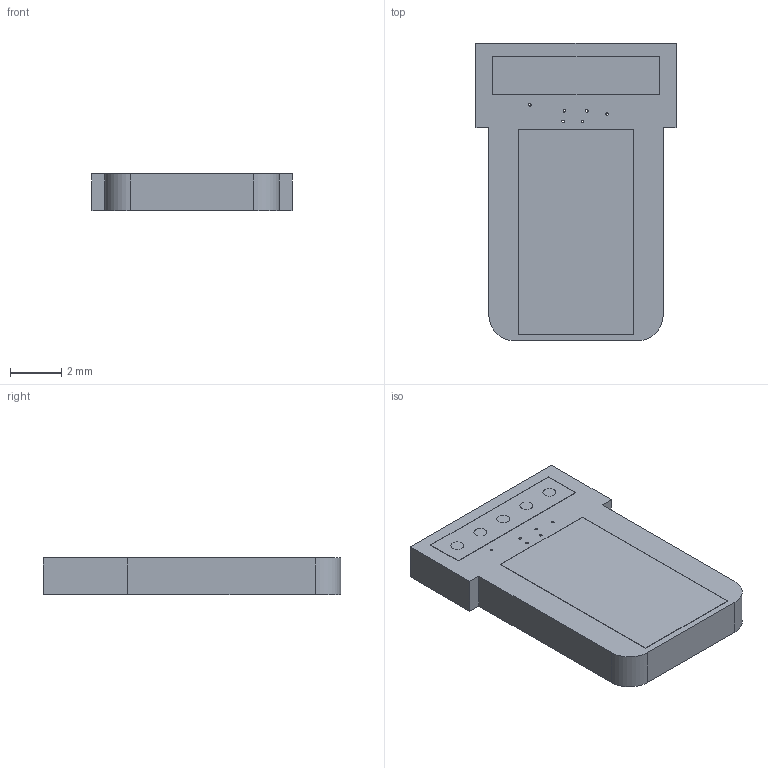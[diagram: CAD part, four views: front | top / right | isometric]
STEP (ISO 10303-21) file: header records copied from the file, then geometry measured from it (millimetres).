
FILE_DESCRIPTION(('STEP AP214'),'1');
FILE_NAME('PCB-SB0101-INSERT_Rev_BoardAndModels.step','2025-07-04T19:30:44',(' '),(' '),'Spatial InterOp 3D','XD3DPlugin XRACreate',' ');
FILE_SCHEMA(('automotive_design'));
Length unit declared in the file: millimetre
Products named in the file (9): DesignRootModel; uid__9223372036857029025; Submodel-noModelForPart_GOLDFINGER_5X2_2.54_SMD_DS_3652222391; placementOutline; Submodel-GOLDFINGER_5X2_2.54_SMD_DS_3652222391_part_GOLDFINGER_5X2_1.0_SMD_DS; Submodel-noModelForPart_76341-305LF_3167712869; Submodel-76341-305LF_3167712869_part_SIP-5P-1.27; PCB-SB0101-INSERT_Rev_BoardAndModels
Assembly tree (8 placements, depth 5):
  PCB-SB0101-INSERT_Rev_BoardAndModels
    DesignRootModel
      uid__9223372036857029025
      Submodel-GOLDFINGER_5X2_2.54_SMD_DS_3652222391_part_GOLDFINGER_5X2_1.0_SMD_DS
        Submodel-noModelForPart_GOLDFINGER_5X2_2.54_SMD_DS_3652222391
          placementOutline
      Submodel-76341-305LF_3167712869_part_SIP-5P-1.27
        Submodel-noModelForPart_76341-305LF_3167712869
          placementOutline
Bounding box: 7.8 x 11.6 x 1.45 mm (x, y, z)
Volume: 116.3 mm3; surface area: 322.1 mm2
Topology: 3 solids, 3 shells, 35 faces, 87 edges, 58 vertices
Faces by surface type: plane 22, cylinder 13
Full cylindrical faces by diameter (mm): 0.102 x6, 0.508 x5
Entity records: 1570 total; most frequent: DIRECTION 200, CARTESIAN_POINT 183, ORIENTED_EDGE 152, EDGE_CURVE 76, AXIS2_PLACEMENT_3D 75, EDGE_LOOP 68, VERTEX_POINT 58, LINE 50
